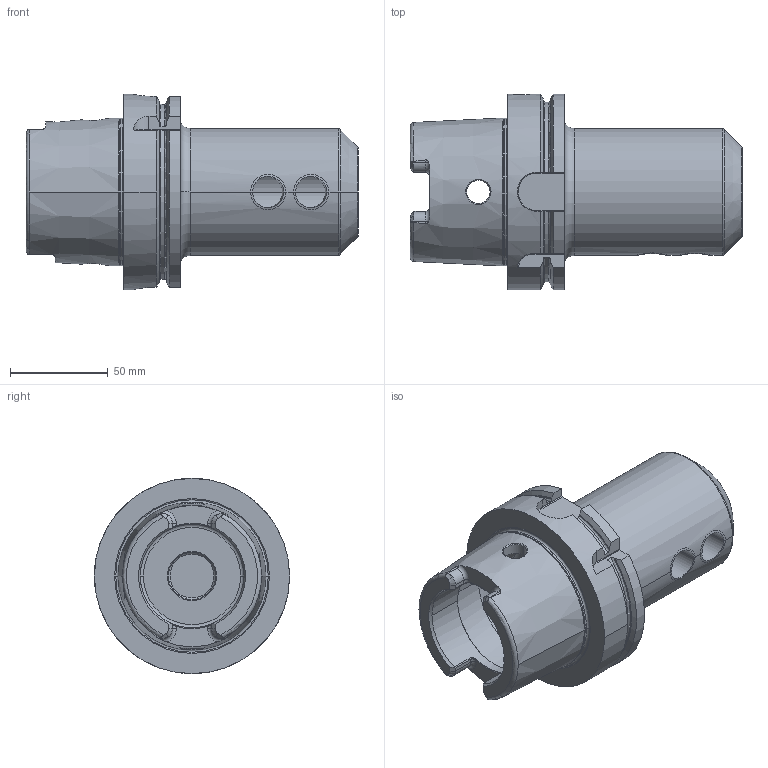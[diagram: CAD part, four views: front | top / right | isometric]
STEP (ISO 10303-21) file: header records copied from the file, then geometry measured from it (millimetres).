
FILE_DESCRIPTION((''),'2;1');
FILE_NAME('A100-030-25','2011-09-13T',('mei'),(''),'PRO/ENGINEER BY PARAMETRIC TECHNOLOGY CORPORATION, 2010430','PRO/ENGINEER BY PARAMETRIC TECHNOLOGY CORPORATION, 2010430','');
FILE_SCHEMA(('CONFIG_CONTROL_DESIGN'));
Length unit declared in the file: millimetre
Products named in the file (1): A100-030-25
Bounding box: 170 x 100 x 100 mm (x, y, z)
Volume: 513275.5 mm3; surface area: 75197.3 mm2
Topology: 1 solids, 6 shells, 186 faces, 473 edges, 288 vertices
Faces by surface type: cylinder 60, plane 51, torus 34, cone 31, bspline 8, extrusion 2
Entity records: 7494 total; most frequent: CARTESIAN_POINT 3088, ORIENTED_EDGE 927, DIRECTION 891, EDGE_CURVE 473, AXIS2_PLACEMENT_3D 349, VERTEX_POINT 288, VECTOR 193, EDGE_LOOP 192
